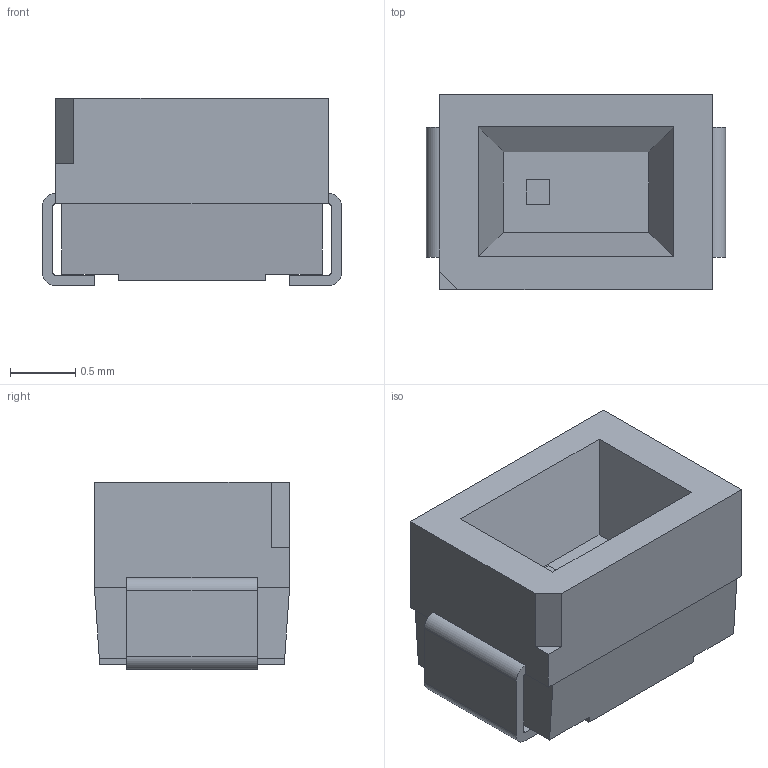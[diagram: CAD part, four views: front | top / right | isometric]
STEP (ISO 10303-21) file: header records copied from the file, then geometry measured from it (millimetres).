
FILE_DESCRIPTION(('FreeCAD Model'),'2;1');
FILE_NAME('LED_SMD_Mini_top.step','2015-12-17T23:58:17',('Author'),(''), 'Open CASCADE STEP processor 6.8','FreeCAD','Unknown');
FILE_SCHEMA(('AUTOMOTIVE_DESIGN_CC2 { 1 2 10303 214 -1 1 5 4 }'));
Length unit declared in the file: millimetre
Products named in the file (2): ASSEMBLY; User_Library-LED_SMD_Mini_top_superred
Assembly tree (1 placements, depth 2):
  ASSEMBLY
    User_Library-LED_SMD_Mini_top_superred
Bounding box: 2.3 x 1.5 x 1.44 mm (x, y, z)
Volume: 3.6 mm3; surface area: 22.7 mm2
Topology: 1 solids, 1 shells, 50 faces, 130 edges, 84 vertices
Faces by surface type: plane 42, cylinder 8
Entity records: 4308 total; most frequent: CARTESIAN_POINT 1348, DIRECTION 469, LINE 326, VECTOR 326, ORIENTED_EDGE 260, PCURVE 260, DEFINITIONAL_REPRESENTATION 260, EDGE_CURVE 130
